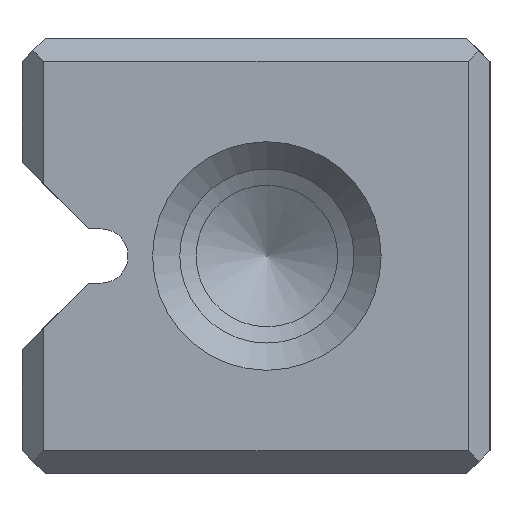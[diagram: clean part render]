
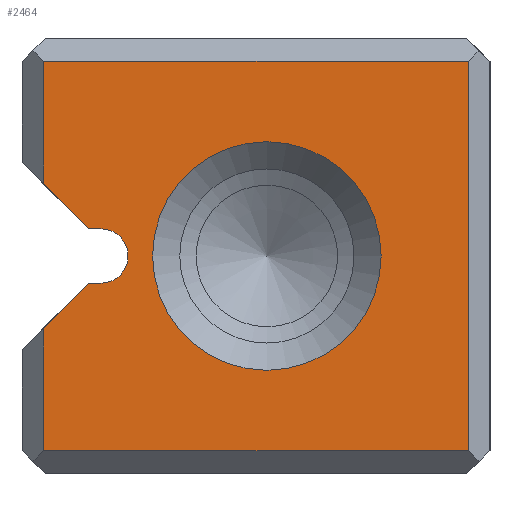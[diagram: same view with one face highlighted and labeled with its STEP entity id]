
A CAD part, left-side view. The second image highlights one B-rep face of the part: STEP entity #2464.
In plain terms, the highlighted planar face has unit normal (-1, 0, 0).
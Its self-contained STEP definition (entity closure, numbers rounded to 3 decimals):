
#2464=ADVANCED_FACE('',(#3181,#3182),#2844,.T.);
#2844=PLANE('',#8784);
#3087=CIRCLE('',#8782,2.1);
#3088=CIRCLE('',#8783,0.5);
#3181=FACE_BOUND('',#3370,.T.);
#3182=FACE_BOUND('',#3371,.T.);
#3370=EDGE_LOOP('',(#4271));
#3371=EDGE_LOOP('',(#4272,#4273,#4274,#4275,#4276,#4277,#4278,#4279,#4280,
#4281));
#4271=ORIENTED_EDGE('',*,*,#6763,.T.);
#4272=ORIENTED_EDGE('',*,*,#6764,.T.);
#4273=ORIENTED_EDGE('',*,*,#6765,.T.);
#4274=ORIENTED_EDGE('',*,*,#6766,.T.);
#4275=ORIENTED_EDGE('',*,*,#6767,.T.);
#4276=ORIENTED_EDGE('',*,*,#6768,.T.);
#4277=ORIENTED_EDGE('',*,*,#6769,.T.);
#4278=ORIENTED_EDGE('',*,*,#6770,.T.);
#4279=ORIENTED_EDGE('',*,*,#6771,.F.);
#4280=ORIENTED_EDGE('',*,*,#6772,.F.);
#4281=ORIENTED_EDGE('',*,*,#6773,.T.);
#6114=VERTEX_POINT('',#11295);
#6115=VERTEX_POINT('',#11297);
#6116=VERTEX_POINT('',#11298);
#6117=VERTEX_POINT('',#11300);
#6118=VERTEX_POINT('',#11302);
#6119=VERTEX_POINT('',#11304);
#6120=VERTEX_POINT('',#11306);
#6121=VERTEX_POINT('',#11308);
#6122=VERTEX_POINT('',#11310);
#6123=VERTEX_POINT('',#11312);
#6124=VERTEX_POINT('',#11314);
#6763=EDGE_CURVE('',#6114,#6114,#3087,.T.);
#6764=EDGE_CURVE('',#6115,#6116,#7603,.T.);
#6765=EDGE_CURVE('',#6116,#6117,#7604,.T.);
#6766=EDGE_CURVE('',#6117,#6118,#7605,.T.);
#6767=EDGE_CURVE('',#6118,#6119,#7606,.T.);
#6768=EDGE_CURVE('',#6119,#6120,#7607,.T.);
#6769=EDGE_CURVE('',#6120,#6121,#7608,.T.);
#6770=EDGE_CURVE('',#6121,#6122,#3088,.T.);
#6771=EDGE_CURVE('',#6123,#6122,#7609,.T.);
#6772=EDGE_CURVE('',#6124,#6123,#7610,.T.);
#6773=EDGE_CURVE('',#6124,#6115,#7611,.T.);
#7603=LINE('',#11296,#8272);
#7604=LINE('',#11299,#8273);
#7605=LINE('',#11301,#8274);
#7606=LINE('',#11303,#8275);
#7607=LINE('',#11305,#8276);
#7608=LINE('',#11307,#8277);
#7609=LINE('',#11311,#8278);
#7610=LINE('',#11313,#8279);
#7611=LINE('',#11315,#8280);
#8272=VECTOR('',#9342,1.);
#8273=VECTOR('',#9343,1.);
#8274=VECTOR('',#9344,1.);
#8275=VECTOR('',#9345,1.);
#8276=VECTOR('',#9346,1.);
#8277=VECTOR('',#9347,1.);
#8278=VECTOR('',#9350,1.);
#8279=VECTOR('',#9351,1.);
#8280=VECTOR('',#9352,1.);
#8782=AXIS2_PLACEMENT_3D('',#11294,#9340,#9341);
#8783=AXIS2_PLACEMENT_3D('',#11309,#9348,#9349);
#8784=AXIS2_PLACEMENT_3D('',#11316,#9353,#9354);
#9340=DIRECTION('',(1.,0.,0.));
#9341=DIRECTION('',(0.,0.,-1.));
#9342=DIRECTION('',(0.,-1.,0.));
#9343=DIRECTION('',(0.,0.,1.));
#9344=DIRECTION('',(0.,1.,0.));
#9345=DIRECTION('',(0.,0.,-1.));
#9346=DIRECTION('',(0.,-0.707,-0.707));
#9347=DIRECTION('',(0.,-1.,0.));
#9348=DIRECTION('',(1.,0.,0.));
#9349=DIRECTION('',(0.,0.,1.));
#9350=DIRECTION('',(0.,-1.,0.));
#9351=DIRECTION('',(0.,-0.707,0.707));
#9352=DIRECTION('',(0.,0.,-1.));
#9353=DIRECTION('',(-1.,0.,0.));
#9354=DIRECTION('',(0.,0.,-1.));
#11294=CARTESIAN_POINT('',(0.,4.1,4.));
#11295=CARTESIAN_POINT('',(0.,4.1,1.9));
#11296=CARTESIAN_POINT('',(0.,4.3,0.425));
#11297=CARTESIAN_POINT('',(0.,8.2,0.425));
#11298=CARTESIAN_POINT('',(0.,0.4,0.425));
#11299=CARTESIAN_POINT('',(0.,0.4,0.));
#11300=CARTESIAN_POINT('',(0.,0.4,7.575));
#11301=CARTESIAN_POINT('',(0.,4.3,7.575));
#11302=CARTESIAN_POINT('',(0.,8.2,7.575));
#11303=CARTESIAN_POINT('',(0.,8.2,0.));
#11304=CARTESIAN_POINT('',(0.,8.2,5.321));
#11305=CARTESIAN_POINT('',(0.,8.6,5.721));
#11306=CARTESIAN_POINT('',(0.,7.379,4.5));
#11307=CARTESIAN_POINT('',(0.,6.65,4.5));
#11308=CARTESIAN_POINT('',(0.,7.15,4.5));
#11309=CARTESIAN_POINT('',(0.,7.15,4.));
#11310=CARTESIAN_POINT('',(0.,7.15,3.5));
#11311=CARTESIAN_POINT('',(0.,6.65,3.5));
#11312=CARTESIAN_POINT('',(0.,7.379,3.5));
#11313=CARTESIAN_POINT('',(0.,8.6,2.279));
#11314=CARTESIAN_POINT('',(0.,8.2,2.679));
#11315=CARTESIAN_POINT('',(0.,8.2,0.));
#11316=CARTESIAN_POINT('',(0.,4.3,0.));
